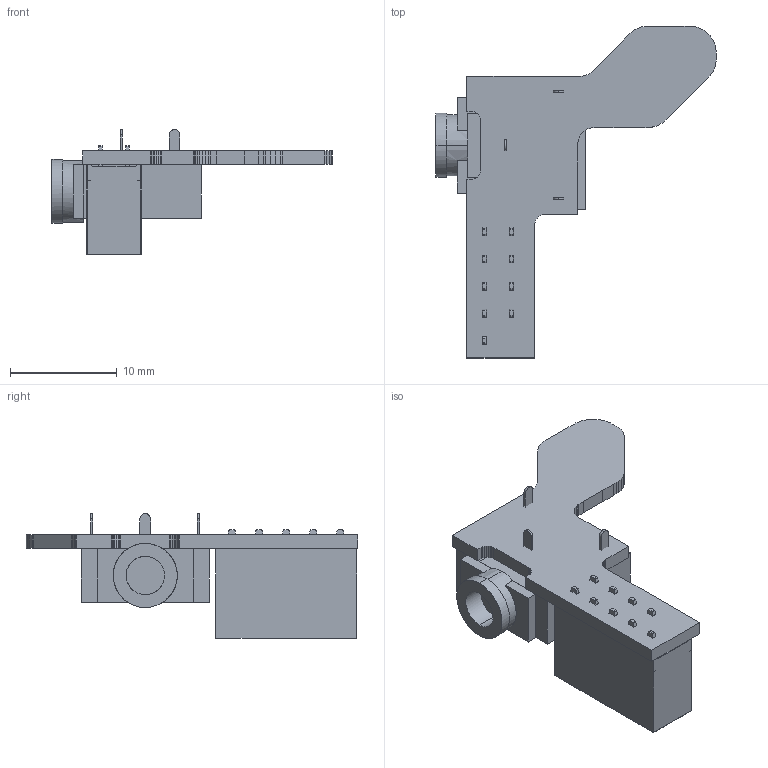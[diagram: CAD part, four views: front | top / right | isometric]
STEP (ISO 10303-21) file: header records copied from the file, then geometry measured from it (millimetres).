
FILE_DESCRIPTION(('Open CASCADE Model'),'2;1');
FILE_NAME('Open CASCADE Shape Model','2021-04-20T18:58:24',('Author'),( 'Open CASCADE'),'Open CASCADE STEP processor 6.8','Open CASCADE 6.8' ,'Unknown');
FILE_SCHEMA(('AUTOMOTIVE_DESIGN { 1 0 10303 214 1 1 1 1 }'));
Length unit declared in the file: millimetre
Products named in the file (9): PCB; Board; Open CASCADE STEP translator 6.8 17.1.1; J2; phone; Free-Models; Header_5X2_9; User_Library-Header_5X2_Pin_Header_Dfaut; Open CASCADE STEP translator 6.8 17.3.1.10
Assembly tree (16 placements, depth 4):
  PCB
    Board
      Open CASCADE STEP translator 6.8 17.1.1
    J2
      phone
    Free-Models
      Header_5X2_9
        User_Library-Header_5X2_Pin_Header_Dfaut  x9
        Open CASCADE STEP translator 6.8 17.3.1.10
Bounding box: 26.27 x 31.11 x 11.7 mm (x, y, z)
Volume: 408.4 mm3; surface area: 2219.7 mm2
Topology: 10 solids, 157 shells, 426 faces, 1451 edges, 1174 vertices
Faces by surface type: plane 347, bspline 79
Entity records: 13532 total; most frequent: CARTESIAN_POINT 4563, ORIENTED_EDGE 1622, EDGE_CURVE 1187, VERTEX_POINT 1014, DIRECTION 811, B_SPLINE_CURVE_WITH_KNOTS 788, FACE_BOUND 343, EDGE_LOOP 343
